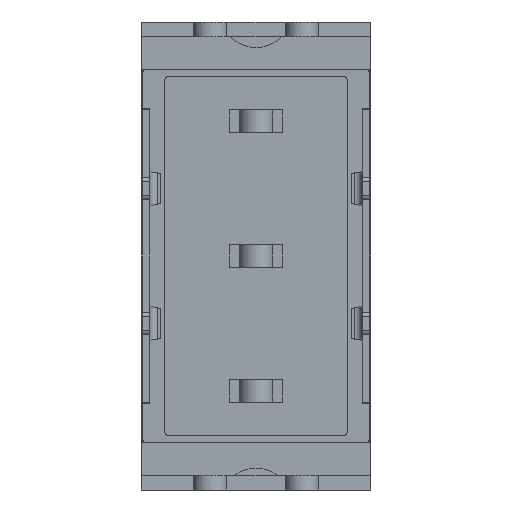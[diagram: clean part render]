
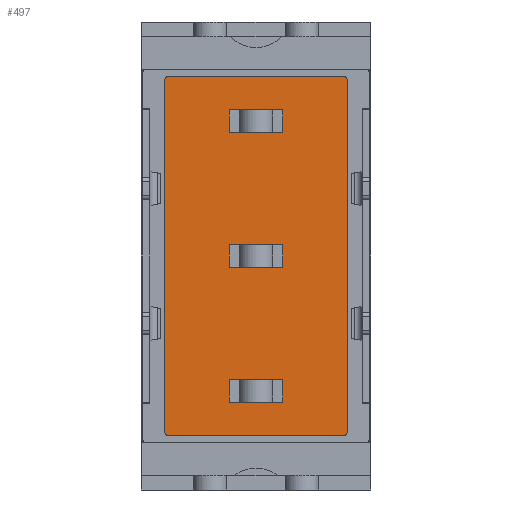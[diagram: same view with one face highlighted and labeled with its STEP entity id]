
A CAD part, front view. The second image highlights one B-rep face of the part: STEP entity #497.
In plain terms, the highlighted planar face has unit normal (0, -1, 0).
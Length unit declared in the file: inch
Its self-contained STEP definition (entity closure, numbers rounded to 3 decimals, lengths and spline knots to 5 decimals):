
#497 = ADVANCED_FACE( '', ( #1015, #1016, #1017, #1018 ), #1019, .F. );
#1015 = FACE_BOUND( '', #1598, .T. );
#1016 = FACE_BOUND( '', #1599, .T. );
#1017 = FACE_BOUND( '', #1600, .T. );
#1018 = FACE_OUTER_BOUND( '', #1601, .T. );
#1019 = PLANE( '', #1602 );
#1598 = EDGE_LOOP( '', ( #2716, #2717, #2718, #2719 ) );
#1599 = EDGE_LOOP( '', ( #2720, #2721, #2722, #2723 ) );
#1600 = EDGE_LOOP( '', ( #2724, #2725, #2726, #2727 ) );
#1601 = EDGE_LOOP( '', ( #2728, #2729, #2730, #2731, #2732, #2733, #2734, #2735 ) );
#1602 = AXIS2_PLACEMENT_3D( '', #2736, #2737, #2738 );
#2716 = ORIENTED_EDGE( '', *, *, #3841, .F. );
#2717 = ORIENTED_EDGE( '', *, *, #4074, .F. );
#2718 = ORIENTED_EDGE( '', *, *, #3923, .T. );
#2719 = ORIENTED_EDGE( '', *, *, #4010, .T. );
#2720 = ORIENTED_EDGE( '', *, *, #4075, .F. );
#2721 = ORIENTED_EDGE( '', *, *, #3894, .F. );
#2722 = ORIENTED_EDGE( '', *, *, #4076, .T. );
#2723 = ORIENTED_EDGE( '', *, *, #4077, .T. );
#2724 = ORIENTED_EDGE( '', *, *, #4057, .F. );
#2725 = ORIENTED_EDGE( '', *, *, #3815, .F. );
#2726 = ORIENTED_EDGE( '', *, *, #4078, .T. );
#2727 = ORIENTED_EDGE( '', *, *, #4079, .T. );
#2728 = ORIENTED_EDGE( '', *, *, #4080, .F. );
#2729 = ORIENTED_EDGE( '', *, *, #4081, .F. );
#2730 = ORIENTED_EDGE( '', *, *, #4082, .F. );
#2731 = ORIENTED_EDGE( '', *, *, #4083, .F. );
#2732 = ORIENTED_EDGE( '', *, *, #4084, .F. );
#2733 = ORIENTED_EDGE( '', *, *, #4085, .F. );
#2734 = ORIENTED_EDGE( '', *, *, #3943, .F. );
#2735 = ORIENTED_EDGE( '', *, *, #3709, .F. );
#2736 = CARTESIAN_POINT( '', ( -0.12038, 0., 0.24088 ) );
#2737 = DIRECTION( '', ( 0., 1., 0. ) );
#2738 = DIRECTION( '', ( 0., 0., 1. ) );
#3709 = EDGE_CURVE( '', #4445, #4446, #4447, .T. );
#3815 = EDGE_CURVE( '', #4628, #4620, #4630, .T. );
#3841 = EDGE_CURVE( '', #4672, #4670, #4674, .T. );
#3894 = EDGE_CURVE( '', #4765, #4755, #4767, .T. );
#3923 = EDGE_CURVE( '', #4816, #4814, #4817, .T. );
#3943 = EDGE_CURVE( '', #4446, #4846, #4847, .T. );
#4010 = EDGE_CURVE( '', #4814, #4670, #4943, .T. );
#4057 = EDGE_CURVE( '', #4620, #5005, #5009, .T. );
#4074 = EDGE_CURVE( '', #4816, #4672, #5030, .T. );
#4075 = EDGE_CURVE( '', #4755, #5031, #5032, .T. );
#4076 = EDGE_CURVE( '', #4765, #5033, #5034, .T. );
#4077 = EDGE_CURVE( '', #5033, #5031, #5035, .T. );
#4078 = EDGE_CURVE( '', #4628, #5036, #5037, .T. );
#4079 = EDGE_CURVE( '', #5036, #5005, #5038, .T. );
#4080 = EDGE_CURVE( '', #5039, #4445, #5040, .T. );
#4081 = EDGE_CURVE( '', #5041, #5039, #5042, .T. );
#4082 = EDGE_CURVE( '', #5043, #5041, #5044, .T. );
#4083 = EDGE_CURVE( '', #5045, #5043, #5046, .T. );
#4084 = EDGE_CURVE( '', #5047, #5045, #5048, .T. );
#4085 = EDGE_CURVE( '', #4846, #5047, #5049, .T. );
#4445 = VERTEX_POINT( '', #5497 );
#4446 = VERTEX_POINT( '', #5498 );
#4447 = CIRCLE( '', #5499, 0.00512 );
#4620 = VERTEX_POINT( '', #5743 );
#4628 = VERTEX_POINT( '', #5754 );
#4630 = LINE( '', #5757, #5758 );
#4670 = VERTEX_POINT( '', #5819 );
#4672 = VERTEX_POINT( '', #5822 );
#4674 = LINE( '', #5825, #5826 );
#4755 = VERTEX_POINT( '', #5939 );
#4765 = VERTEX_POINT( '', #5953 );
#4767 = LINE( '', #5956, #5957 );
#4814 = VERTEX_POINT( '', #6019 );
#4816 = VERTEX_POINT( '', #6022 );
#4817 = LINE( '', #6023, #6024 );
#4846 = VERTEX_POINT( '', #6064 );
#4847 = LINE( '', #6065, #6066 );
#4943 = LINE( '', #6208, #6209 );
#5005 = VERTEX_POINT( '', #6294 );
#5009 = LINE( '', #6300, #6301 );
#5030 = LINE( '', #6334, #6335 );
#5031 = VERTEX_POINT( '', #6336 );
#5032 = LINE( '', #6337, #6338 );
#5033 = VERTEX_POINT( '', #6339 );
#5034 = LINE( '', #6340, #6341 );
#5035 = LINE( '', #6342, #6343 );
#5036 = VERTEX_POINT( '', #6344 );
#5037 = LINE( '', #6345, #6346 );
#5038 = LINE( '', #6347, #6348 );
#5039 = VERTEX_POINT( '', #6349 );
#5040 = LINE( '', #6350, #6351 );
#5041 = VERTEX_POINT( '', #6352 );
#5042 = CIRCLE( '', #6353, 0.00512 );
#5043 = VERTEX_POINT( '', #6354 );
#5044 = LINE( '', #6355, #6356 );
#5045 = VERTEX_POINT( '', #6357 );
#5046 = CIRCLE( '', #6358, 0.00512 );
#5047 = VERTEX_POINT( '', #6359 );
#5048 = LINE( '', #6360, #6361 );
#5049 = CIRCLE( '', #6362, 0.00512 );
#5497 = CARTESIAN_POINT( '', ( -0.1255, 0., 0.24088 ) );
#5498 = CARTESIAN_POINT( '', ( -0.12038, 0., 0.246 ) );
#5499 = AXIS2_PLACEMENT_3D( '', #6835, #6836, #6837 );
#5743 = CARTESIAN_POINT( '', ( -0.0365, 0., -0.1695 ) );
#5754 = CARTESIAN_POINT( '', ( 0.0365, 0., -0.1695 ) );
#5757 = CARTESIAN_POINT( '', ( 0.0365, 0., -0.1695 ) );
#5758 = VECTOR( '', #6943, 39.37008 );
#5819 = CARTESIAN_POINT( '', ( -0.0365, 0., 0.1695 ) );
#5822 = CARTESIAN_POINT( '', ( -0.0365, 0., 0.2005 ) );
#5825 = CARTESIAN_POINT( '', ( -0.0365, 0., 0.2005 ) );
#5826 = VECTOR( '', #6967, 39.37008 );
#5939 = CARTESIAN_POINT( '', ( -0.0365, 0., 0.0155 ) );
#5953 = CARTESIAN_POINT( '', ( 0.0365, 0., 0.0155 ) );
#5956 = CARTESIAN_POINT( '', ( 0.0365, 0., 0.0155 ) );
#5957 = VECTOR( '', #7029, 39.37008 );
#6019 = CARTESIAN_POINT( '', ( 0.0365, 0., 0.1695 ) );
#6022 = CARTESIAN_POINT( '', ( 0.0365, 0., 0.2005 ) );
#6023 = CARTESIAN_POINT( '', ( 0.0365, 0., 0.2005 ) );
#6024 = VECTOR( '', #7064, 39.37008 );
#6064 = CARTESIAN_POINT( '', ( 0.12038, 0., 0.246 ) );
#6065 = CARTESIAN_POINT( '', ( -0.12038, 0., 0.246 ) );
#6066 = VECTOR( '', #7088, 39.37008 );
#6208 = CARTESIAN_POINT( '', ( 0.0365, 0., 0.1695 ) );
#6209 = VECTOR( '', #7168, 39.37008 );
#6294 = CARTESIAN_POINT( '', ( -0.0365, 0., -0.2005 ) );
#6300 = CARTESIAN_POINT( '', ( -0.0365, 0., -0.1695 ) );
#6301 = VECTOR( '', #7215, 39.37008 );
#6334 = CARTESIAN_POINT( '', ( 0.0365, 0., 0.2005 ) );
#6335 = VECTOR( '', #7228, 39.37008 );
#6336 = CARTESIAN_POINT( '', ( -0.0365, 0., -0.0155 ) );
#6337 = CARTESIAN_POINT( '', ( -0.0365, 0., 0.0155 ) );
#6338 = VECTOR( '', #7229, 39.37008 );
#6339 = CARTESIAN_POINT( '', ( 0.0365, 0., -0.0155 ) );
#6340 = CARTESIAN_POINT( '', ( 0.0365, 0., 0.0155 ) );
#6341 = VECTOR( '', #7230, 39.37008 );
#6342 = CARTESIAN_POINT( '', ( 0.0365, 0., -0.0155 ) );
#6343 = VECTOR( '', #7231, 39.37008 );
#6344 = CARTESIAN_POINT( '', ( 0.0365, 0., -0.2005 ) );
#6345 = CARTESIAN_POINT( '', ( 0.0365, 0., -0.1695 ) );
#6346 = VECTOR( '', #7232, 39.37008 );
#6347 = CARTESIAN_POINT( '', ( 0.0365, 0., -0.2005 ) );
#6348 = VECTOR( '', #7233, 39.37008 );
#6349 = CARTESIAN_POINT( '', ( -0.1255, 0., -0.24088 ) );
#6350 = CARTESIAN_POINT( '', ( -0.1255, 0., -0.24088 ) );
#6351 = VECTOR( '', #7234, 39.37008 );
#6352 = CARTESIAN_POINT( '', ( -0.12038, 0., -0.246 ) );
#6353 = AXIS2_PLACEMENT_3D( '', #7235, #7236, #7237 );
#6354 = CARTESIAN_POINT( '', ( 0.12038, 0., -0.246 ) );
#6355 = CARTESIAN_POINT( '', ( 0.12038, 0., -0.246 ) );
#6356 = VECTOR( '', #7238, 39.37008 );
#6357 = CARTESIAN_POINT( '', ( 0.1255, 0., -0.24088 ) );
#6358 = AXIS2_PLACEMENT_3D( '', #7239, #7240, #7241 );
#6359 = CARTESIAN_POINT( '', ( 0.1255, 0., 0.24088 ) );
#6360 = CARTESIAN_POINT( '', ( 0.1255, 0., 0.24088 ) );
#6361 = VECTOR( '', #7242, 39.37008 );
#6362 = AXIS2_PLACEMENT_3D( '', #7243, #7244, #7245 );
#6835 = CARTESIAN_POINT( '', ( -0.12038, 0., 0.24088 ) );
#6836 = DIRECTION( '', ( 0., 1., 0. ) );
#6837 = DIRECTION( '', ( 1., 0., 0. ) );
#6943 = DIRECTION( '', ( -1., 0., 0. ) );
#6967 = DIRECTION( '', ( 0., 0., -1. ) );
#7029 = DIRECTION( '', ( -1., 0., 0. ) );
#7064 = DIRECTION( '', ( 0., 0., -1. ) );
#7088 = DIRECTION( '', ( 1., 0., 0. ) );
#7168 = DIRECTION( '', ( -1., 0., 0. ) );
#7215 = DIRECTION( '', ( 0., 0., -1. ) );
#7228 = DIRECTION( '', ( -1., 0., 0. ) );
#7229 = DIRECTION( '', ( 0., 0., -1. ) );
#7230 = DIRECTION( '', ( 0., 0., -1. ) );
#7231 = DIRECTION( '', ( -1., 0., 0. ) );
#7232 = DIRECTION( '', ( 0., 0., -1. ) );
#7233 = DIRECTION( '', ( -1., 0., 0. ) );
#7234 = DIRECTION( '', ( 0., 0., 1. ) );
#7235 = CARTESIAN_POINT( '', ( -0.12038, 0., -0.24088 ) );
#7236 = DIRECTION( '', ( 0., 1., 0. ) );
#7237 = DIRECTION( '', ( 1., 0., 0. ) );
#7238 = DIRECTION( '', ( -1., 0., 0. ) );
#7239 = CARTESIAN_POINT( '', ( 0.12038, 0., -0.24088 ) );
#7240 = DIRECTION( '', ( 0., 1., 0. ) );
#7241 = DIRECTION( '', ( 1., 0., 0. ) );
#7242 = DIRECTION( '', ( 0., 0., -1. ) );
#7243 = CARTESIAN_POINT( '', ( 0.12038, 0., 0.24088 ) );
#7244 = DIRECTION( '', ( 0., 1., 0. ) );
#7245 = DIRECTION( '', ( 1., 0., 0. ) );
